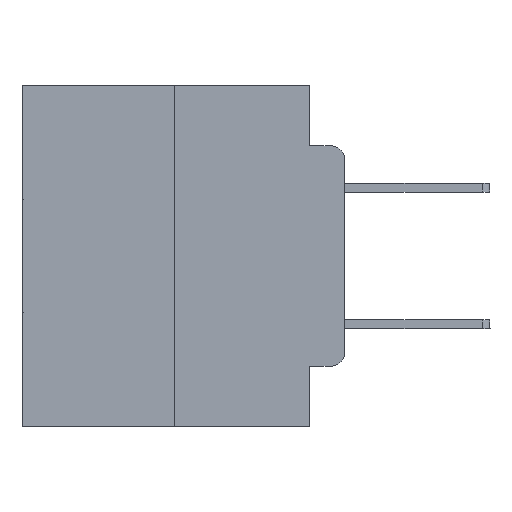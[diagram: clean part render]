
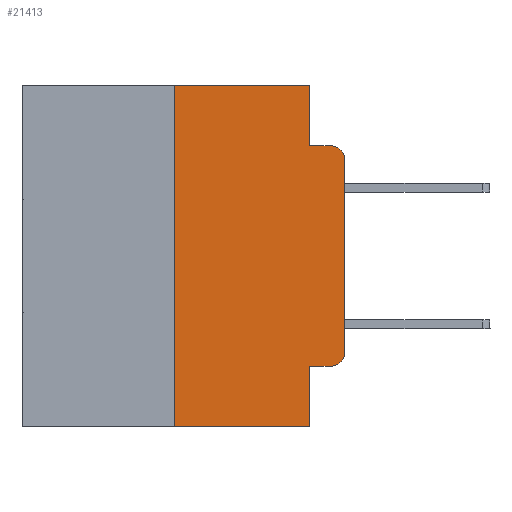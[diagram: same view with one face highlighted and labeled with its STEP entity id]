
A CAD part, left-side view. The second image highlights one B-rep face of the part: STEP entity #21413.
In plain terms, the highlighted planar face has unit normal (-1, 0, 0).
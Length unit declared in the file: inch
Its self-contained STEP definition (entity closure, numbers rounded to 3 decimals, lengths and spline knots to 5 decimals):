
#177 = ORIENTED_EDGE ( 'NONE', *, *, #1253, .T. ) ;
#229 = CIRCLE ( 'NONE', #3897, 0.02 ) ;
#463 = VERTEX_POINT ( 'NONE', #882 ) ;
#520 = LINE ( 'NONE', #14107, #22439 ) ;
#662 = DIRECTION ( 'NONE',  ( 0., 0., -1. ) ) ;
#882 = CARTESIAN_POINT ( 'NONE',  ( 0., 0.051, -0.5 ) ) ;
#1253 = EDGE_CURVE ( 'NONE', #24939, #4438, #2672, .T. ) ;
#1282 = EDGE_CURVE ( 'NONE', #8006, #1844, #14103, .T. ) ;
#1844 = VERTEX_POINT ( 'NONE', #5929 ) ;
#2503 = DIRECTION ( 'NONE',  ( 0., -1., 0. ) ) ;
#2672 = LINE ( 'NONE', #26690, #24129 ) ;
#2828 = VERTEX_POINT ( 'NONE', #15229 ) ;
#2950 = CARTESIAN_POINT ( 'NONE',  ( 0., 0.02, -0.1085 ) ) ;
#3071 = FACE_OUTER_BOUND ( 'NONE', #3219, .T. ) ;
#3092 = ORIENTED_EDGE ( 'NONE', *, *, #27490, .T. ) ;
#3219 = EDGE_LOOP ( 'NONE', ( #177, #16402, #3514, #21469, #11261, #4730, #3092, #26571, #21673, #22706 ) ) ;
#3514 = ORIENTED_EDGE ( 'NONE', *, *, #21378, .F. ) ;
#3897 = AXIS2_PLACEMENT_3D ( 'NONE', #2950, #9878, #5528 ) ;
#4438 = VERTEX_POINT ( 'NONE', #18861 ) ;
#4730 = ORIENTED_EDGE ( 'NONE', *, *, #6281, .F. ) ;
#4734 = CARTESIAN_POINT ( 'NONE',  ( 0., 0.051, -0.4115 ) ) ;
#4797 = DIRECTION ( 'NONE',  ( 0., 0., -1. ) ) ;
#5024 = CARTESIAN_POINT ( 'NONE',  ( 0., 0.02, -0.4115 ) ) ;
#5025 = LINE ( 'NONE', #4734, #17272 ) ;
#5528 = DIRECTION ( 'NONE',  ( 0., 0., -1. ) ) ;
#5929 = CARTESIAN_POINT ( 'NONE',  ( 0., 0.051, -0.0885 ) ) ;
#6029 = CARTESIAN_POINT ( 'NONE',  ( 0., 0.051, -0.4115 ) ) ;
#6281 = EDGE_CURVE ( 'NONE', #22704, #2828, #520, .T. ) ;
#6548 = VECTOR ( 'NONE', #662, 39.37008 ) ;
#6549 = DIRECTION ( 'NONE',  ( 0., 0., 1. ) ) ;
#6793 = VERTEX_POINT ( 'NONE', #6029 ) ;
#7135 = DIRECTION ( 'NONE',  ( 0., 0., -1. ) ) ;
#8006 = VERTEX_POINT ( 'NONE', #27082 ) ;
#8299 = CARTESIAN_POINT ( 'NONE',  ( 0., 0.473, -0.5 ) ) ;
#9209 = CIRCLE ( 'NONE', #15693, 0.02 ) ;
#9453 = LINE ( 'NONE', #11790, #20808 ) ;
#9590 = CARTESIAN_POINT ( 'NONE',  ( 0., 0.051, 0. ) ) ;
#9878 = DIRECTION ( 'NONE',  ( -1., 0., 0. ) ) ;
#10826 = AXIS2_PLACEMENT_3D ( 'NONE', #24767, #22584, #4797 ) ;
#11121 = EDGE_CURVE ( 'NONE', #6793, #25657, #5025, .T. ) ;
#11261 = ORIENTED_EDGE ( 'NONE', *, *, #14583, .F. ) ;
#11652 = VECTOR ( 'NONE', #26119, 39.37008 ) ;
#11790 = CARTESIAN_POINT ( 'NONE',  ( 0., 0.051, 0. ) ) ;
#11974 = LINE ( 'NONE', #18906, #17391 ) ;
#12031 = EDGE_CURVE ( 'NONE', #4438, #27599, #229, .T. ) ;
#12236 = VECTOR ( 'NONE', #2503, 39.37008 ) ;
#12387 = LINE ( 'NONE', #8299, #11652 ) ;
#13578 = DIRECTION ( 'NONE',  ( 0., -1., 0. ) ) ;
#14103 = LINE ( 'NONE', #9590, #6548 ) ;
#14107 = CARTESIAN_POINT ( 'NONE',  ( 0., 0.25, 0. ) ) ;
#14583 = EDGE_CURVE ( 'NONE', #2828, #8006, #11974, .T. ) ;
#15229 = CARTESIAN_POINT ( 'NONE',  ( 0., 0.25, 0. ) ) ;
#15693 = AXIS2_PLACEMENT_3D ( 'NONE', #26475, #24167, #24573 ) ;
#16225 = CARTESIAN_POINT ( 'NONE',  ( 0., 0.051, -0.0885 ) ) ;
#16259 = DIRECTION ( 'NONE',  ( 0., 0., 1. ) ) ;
#16402 = ORIENTED_EDGE ( 'NONE', *, *, #12031, .T. ) ;
#16564 = EDGE_CURVE ( 'NONE', #25657, #24939, #9209, .T. ) ;
#16972 = EDGE_CURVE ( 'NONE', #6793, #463, #9453, .T. ) ;
#17272 = VECTOR ( 'NONE', #13578, 39.37008 ) ;
#17391 = VECTOR ( 'NONE', #25288, 39.37008 ) ;
#18861 = CARTESIAN_POINT ( 'NONE',  ( 0., 0., -0.1085 ) ) ;
#18906 = CARTESIAN_POINT ( 'NONE',  ( 0., 0.473, 0. ) ) ;
#19027 = CARTESIAN_POINT ( 'NONE',  ( 0., 0., -0.3915 ) ) ;
#20808 = VECTOR ( 'NONE', #7135, 39.37008 ) ;
#21378 = EDGE_CURVE ( 'NONE', #1844, #27599, #22725, .T. ) ;
#21413 = ADVANCED_FACE ( 'NONE', ( #3071 ), #22448, .F. ) ;
#21469 = ORIENTED_EDGE ( 'NONE', *, *, #1282, .F. ) ;
#21673 = ORIENTED_EDGE ( 'NONE', *, *, #11121, .T. ) ;
#22329 = CARTESIAN_POINT ( 'NONE',  ( 0., 0.02, -0.0885 ) ) ;
#22439 = VECTOR ( 'NONE', #16259, 39.37008 ) ;
#22448 = PLANE ( 'NONE',  #10826 ) ;
#22584 = DIRECTION ( 'NONE',  ( 1., 0., 0. ) ) ;
#22704 = VERTEX_POINT ( 'NONE', #22733 ) ;
#22706 = ORIENTED_EDGE ( 'NONE', *, *, #16564, .T. ) ;
#22725 = LINE ( 'NONE', #16225, #12236 ) ;
#22733 = CARTESIAN_POINT ( 'NONE',  ( 0., 0.25, -0.5 ) ) ;
#24129 = VECTOR ( 'NONE', #6549, 39.37008 ) ;
#24167 = DIRECTION ( 'NONE',  ( -1., 0., 0. ) ) ;
#24573 = DIRECTION ( 'NONE',  ( 0., 0., -1. ) ) ;
#24767 = CARTESIAN_POINT ( 'NONE',  ( 0., 0.473, 0. ) ) ;
#24939 = VERTEX_POINT ( 'NONE', #19027 ) ;
#25288 = DIRECTION ( 'NONE',  ( 0., -1., 0. ) ) ;
#25657 = VERTEX_POINT ( 'NONE', #5024 ) ;
#26119 = DIRECTION ( 'NONE',  ( 0., -1., 0. ) ) ;
#26475 = CARTESIAN_POINT ( 'NONE',  ( 0., 0.02, -0.3915 ) ) ;
#26571 = ORIENTED_EDGE ( 'NONE', *, *, #16972, .F. ) ;
#26690 = CARTESIAN_POINT ( 'NONE',  ( 0., 0., 0. ) ) ;
#27082 = CARTESIAN_POINT ( 'NONE',  ( 0., 0.051, 0. ) ) ;
#27490 = EDGE_CURVE ( 'NONE', #22704, #463, #12387, .T. ) ;
#27599 = VERTEX_POINT ( 'NONE', #22329 ) ;
